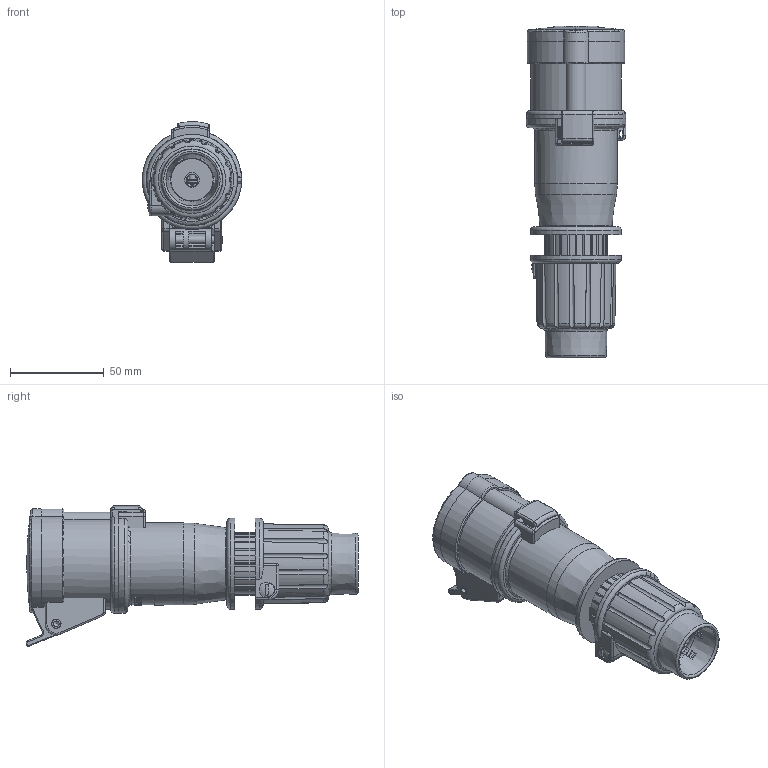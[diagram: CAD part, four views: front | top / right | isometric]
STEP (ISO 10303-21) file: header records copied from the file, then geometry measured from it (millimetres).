
FILE_DESCRIPTION(/* description */ (''),/* implementation_level */ '2;1');
FILE_NAME(/* name */ '4003549.stp',/* time_stamp */ '2019-03-01T11:05:58+01:00',/* author */ (''),/* organization */ (''),/* preprocessor_version */ 'ST-DEVELOPER v16.7',/* originating_system */ 'SIEMENS PLM Software NX 12.0',/* authorisation */ '');
FILE_SCHEMA (('AUTOMOTIVE_DESIGN { 1 0 10303 214 3 1 1 1 }'));
Products named in the file (1): bsom23CC53FBozeh
Bounding box: 52.97 x 177.07 x 74.94 mm (x, y, z)
Volume: 125380.6 mm3; surface area: 110435.8 mm2
Topology: 11 solids, 11 shells, 1271 faces, 3458 edges, 2232 vertices
Faces by surface type: plane 520, cylinder 379, cone 127, torus 117, bspline 111, sphere 17
Full cylindrical faces by diameter (mm): 1.5 x1, 1.8 x2, 2 x1, 2.4 x1, 2.7 x2, 3 x3, 3.5 x3, 4 x2, 4.2 x2, 4.3 x2, 4.4 x2, 4.5 x1, 5 x2, 6 x2, 6.3 x2, 6.9 x1, 7.5 x2, 7.9 x1, 7.938 x1, 8.3 x1, 10 x2, 10.4 x1, 11.098 x1, 11.102 x1, 14.298 x1, 14.302 x1, 17.498 x1, 17.502 x1, 21.798 x1, 21.802 x1
Entity records: 48501 total; most frequent: CARTESIAN_POINT 17905, ORIENTED_EDGE 6564, DIRECTION 6050, EDGE_CURVE 3282, AXIS2_PLACEMENT_3D 2327, VERTEX_POINT 2184, EDGE_LOOP 1468, LINE 1396
